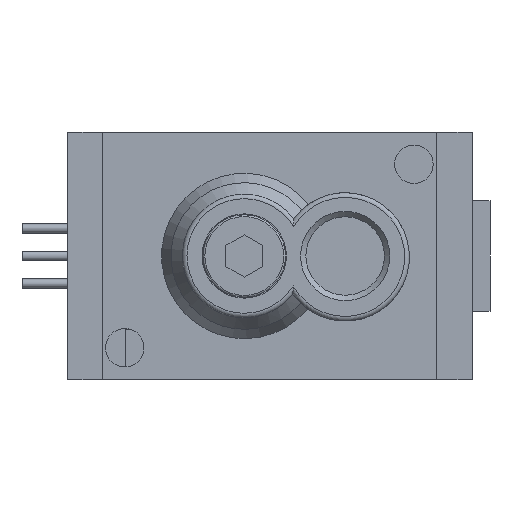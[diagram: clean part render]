
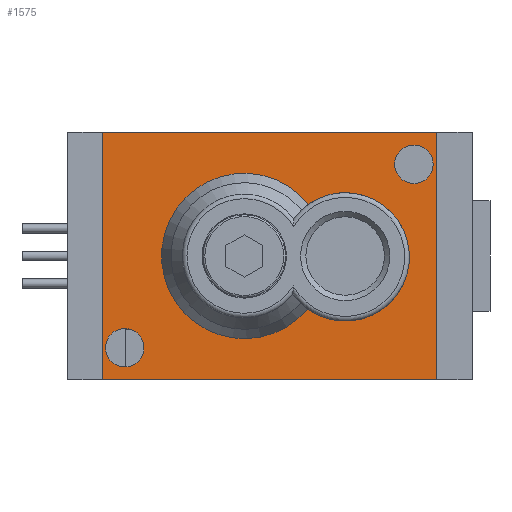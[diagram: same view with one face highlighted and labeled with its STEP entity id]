
A CAD part, front view. The second image highlights one B-rep face of the part: STEP entity #1575.
In plain terms, the highlighted planar face has unit normal (0, -1, 0).
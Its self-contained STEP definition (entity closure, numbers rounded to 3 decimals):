
#40=PLANE('',#1694);
#102=CIRCLE('',#1666,9.019);
#111=CIRCLE('',#1695,7.);
#112=CIRCLE('',#1696,2.1);
#113=CIRCLE('',#1697,2.1);
#264=ORIENTED_EDGE('',*,*,#684,.F.);
#265=ORIENTED_EDGE('',*,*,#600,.F.);
#266=ORIENTED_EDGE('',*,*,#685,.T.);
#267=ORIENTED_EDGE('',*,*,#686,.T.);
#268=ORIENTED_EDGE('',*,*,#687,.T.);
#269=ORIENTED_EDGE('',*,*,#688,.F.);
#270=ORIENTED_EDGE('',*,*,#689,.F.);
#271=ORIENTED_EDGE('',*,*,#682,.T.);
#600=EDGE_CURVE('',#817,#816,#102,.F.);
#682=EDGE_CURVE('',#885,#884,#1038,.T.);
#684=EDGE_CURVE('',#816,#817,#111,.F.);
#685=EDGE_CURVE('',#886,#886,#112,.T.);
#686=EDGE_CURVE('',#887,#887,#113,.T.);
#687=EDGE_CURVE('',#884,#888,#1040,.T.);
#688=EDGE_CURVE('',#889,#888,#1041,.T.);
#689=EDGE_CURVE('',#885,#889,#1042,.T.);
#816=VERTEX_POINT('',#2286);
#817=VERTEX_POINT('',#2291);
#884=VERTEX_POINT('',#2459);
#885=VERTEX_POINT('',#2461);
#886=VERTEX_POINT('',#2466);
#887=VERTEX_POINT('',#2468);
#888=VERTEX_POINT('',#2470);
#889=VERTEX_POINT('',#2472);
#1038=LINE('',#2460,#1202);
#1040=LINE('',#2469,#1204);
#1041=LINE('',#2471,#1205);
#1042=LINE('',#2473,#1206);
#1202=VECTOR('',#1952,1000.);
#1204=VECTOR('',#1962,1000.);
#1205=VECTOR('',#1963,1000.);
#1206=VECTOR('',#1964,1000.);
#1312=EDGE_LOOP('',(#264,#265));
#1313=EDGE_LOOP('',(#266));
#1314=EDGE_LOOP('',(#267));
#1315=EDGE_LOOP('',(#268,#269,#270,#271));
#1433=FACE_BOUND('',#1312,.T.);
#1434=FACE_BOUND('',#1313,.T.);
#1435=FACE_BOUND('',#1314,.T.);
#1436=FACE_BOUND('',#1315,.T.);
#1575=ADVANCED_FACE('',(#1433,#1434,#1435,#1436),#40,.F.);
#1666=AXIS2_PLACEMENT_3D('',#2292,#1823,#1824);
#1694=AXIS2_PLACEMENT_3D('',#2463,#1954,#1955);
#1695=AXIS2_PLACEMENT_3D('',#2464,#1956,#1957);
#1696=AXIS2_PLACEMENT_3D('',#2465,#1958,#1959);
#1697=AXIS2_PLACEMENT_3D('',#2467,#1960,#1961);
#1823=DIRECTION('',(0.,1.,0.));
#1824=DIRECTION('',(0.,0.,1.));
#1952=DIRECTION('',(0.,0.,-1.));
#1954=DIRECTION('',(0.,1.,0.));
#1955=DIRECTION('',(0.,0.,1.));
#1956=DIRECTION('',(0.,1.,0.));
#1957=DIRECTION('',(0.,0.,1.));
#1958=DIRECTION('',(0.,1.,0.));
#1959=DIRECTION('',(1.,0.,0.));
#1960=DIRECTION('',(0.,1.,0.));
#1961=DIRECTION('',(1.,0.,0.));
#1962=DIRECTION('',(1.,0.,0.));
#1963=DIRECTION('',(0.,0.,-1.));
#1964=DIRECTION('',(1.,0.,0.));
#2286=CARTESIAN_POINT('',(26.164,17.,-5.784));
#2291=CARTESIAN_POINT('',(26.268,17.,5.657));
#2292=CARTESIAN_POINT('',(19.244,17.,0.));
#2459=CARTESIAN_POINT('',(3.75,17.,-13.5));
#2460=CARTESIAN_POINT('',(3.75,17.,13.5));
#2461=CARTESIAN_POINT('',(3.75,17.,13.5));
#2463=CARTESIAN_POINT('',(3.75,17.,13.5));
#2464=CARTESIAN_POINT('',(30.25,17.,-0.1));
#2465=CARTESIAN_POINT('',(6.2,17.,-10.));
#2466=CARTESIAN_POINT('',(8.3,17.,-10.));
#2467=CARTESIAN_POINT('',(37.75,17.,10.));
#2468=CARTESIAN_POINT('',(39.85,17.,10.));
#2469=CARTESIAN_POINT('',(3.75,17.,-13.5));
#2470=CARTESIAN_POINT('',(40.25,17.,-13.5));
#2471=CARTESIAN_POINT('',(40.25,17.,13.5));
#2472=CARTESIAN_POINT('',(40.25,17.,13.5));
#2473=CARTESIAN_POINT('',(3.75,17.,13.5));
